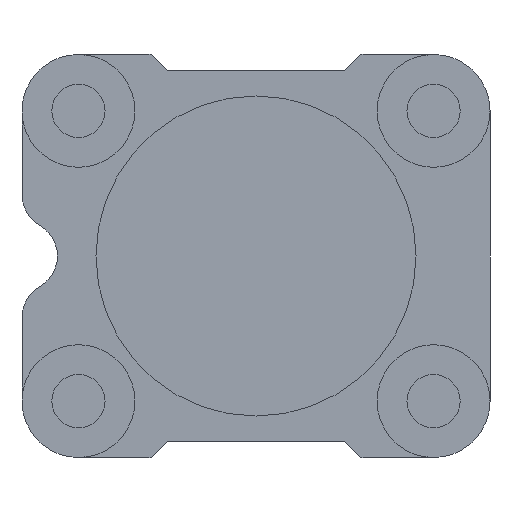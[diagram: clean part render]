
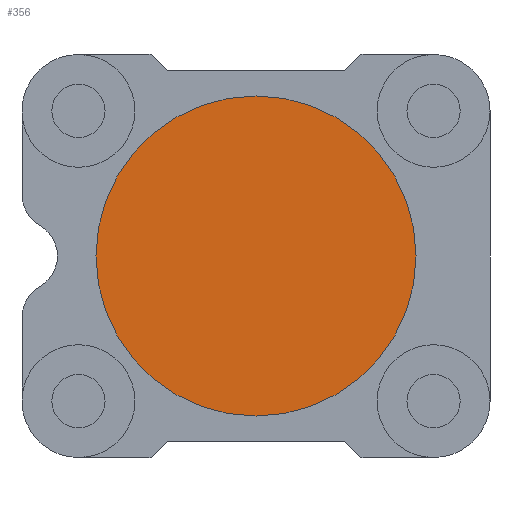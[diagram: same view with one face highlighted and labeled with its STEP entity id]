
A CAD part, front view. The second image highlights one B-rep face of the part: STEP entity #356.
In plain terms, the highlighted planar face has unit normal (0, -1, 0).
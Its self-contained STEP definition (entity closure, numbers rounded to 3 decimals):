
#356 = ADVANCED_FACE ( 'NONE', ( #2187 ), #2278, .T. ) ;
#683 = CARTESIAN_POINT ( 'NONE',  ( 0., 1.145, -4.32 ) ) ;
#711 = DIRECTION ( 'NONE',  ( 0., -1., 0. ) ) ;
#733 = DIRECTION ( 'NONE',  ( 0., 0., -1. ) ) ;
#776 = AXIS2_PLACEMENT_3D ( 'NONE', #683, #711, #733 ) ;
#846 = DIRECTION ( 'NONE',  ( 0., 0., -1. ) ) ;
#871 = CIRCLE ( 'NONE', #1370, 3.43 ) ;
#983 = ORIENTED_EDGE ( 'NONE', *, *, #1143, .T. ) ;
#1143 = EDGE_CURVE ( 'NONE', #2531, #1415, #1419, .T. ) ;
#1370 = AXIS2_PLACEMENT_3D ( 'NONE', #3044, #1917, #846 ) ;
#1415 = VERTEX_POINT ( 'NONE', #2489 ) ;
#1419 = CIRCLE ( 'NONE', #776, 3.43 ) ;
#1638 = DIRECTION ( 'NONE',  ( 0., 0., -1. ) ) ;
#1666 = EDGE_LOOP ( 'NONE', ( #983, #2328 ) ) ;
#1793 = EDGE_CURVE ( 'NONE', #1415, #2531, #871, .T. ) ;
#1917 = DIRECTION ( 'NONE',  ( 0., -1., 0. ) ) ;
#2124 = DIRECTION ( 'NONE',  ( 0., -1., 0. ) ) ;
#2187 = FACE_OUTER_BOUND ( 'NONE', #1666, .T. ) ;
#2278 = PLANE ( 'NONE',  #2325 ) ;
#2291 = CARTESIAN_POINT ( 'NONE',  ( 0., 1.145, -4.32 ) ) ;
#2325 = AXIS2_PLACEMENT_3D ( 'NONE', #2291, #2124, #1638 ) ;
#2328 = ORIENTED_EDGE ( 'NONE', *, *, #1793, .T. ) ;
#2489 = CARTESIAN_POINT ( 'NONE',  ( 0., 1.145, -0.89 ) ) ;
#2531 = VERTEX_POINT ( 'NONE', #2936 ) ;
#2936 = CARTESIAN_POINT ( 'NONE',  ( 0., 1.145, -7.75 ) ) ;
#3044 = CARTESIAN_POINT ( 'NONE',  ( 0., 1.145, -4.32 ) ) ;
